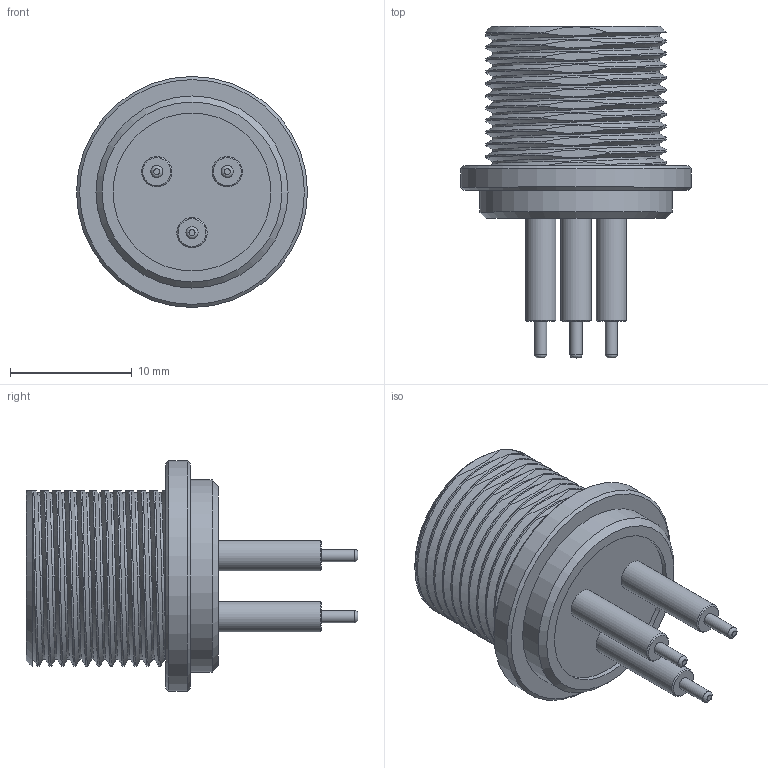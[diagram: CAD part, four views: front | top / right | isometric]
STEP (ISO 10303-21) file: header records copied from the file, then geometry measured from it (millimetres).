
FILE_DESCRIPTION(/* description */ (''),/* implementation_level */ '2;1');
FILE_NAME(/* name */ 'GX16-3 v3.step',/* time_stamp */ '2024-10-07T21:56:36+02:00',/* author */ (''),/* organization */ (''),/* preprocessor_version */ 'ST-DEVELOPER v20',/* originating_system */ 'Autodesk Translation Framework v13.20.0.188',/* authorisation */ '');
FILE_SCHEMA (('AUTOMOTIVE_DESIGN { 1 0 10303 214 3 1 1 }'));
Length unit declared in the file: millimetre
Products named in the file (1): GX16-3
Bounding box: 19 x 27.3 x 19 mm (x, y, z)
Volume: 1694.5 mm3; surface area: 2729.9 mm2
Topology: 4 solids, 4 shells, 84 faces, 202 edges, 132 vertices
Faces by surface type: cylinder 39, plane 28, cone 8, bspline 5, torus 4
Full cylindrical faces by diameter (mm): 1 x3, 2.5 x6, 13 x1, 13.741 x10, 15.8 x1, 19 x1
Entity records: 6173 total; most frequent: CARTESIAN_POINT 4262, ORIENTED_EDGE 404, DIRECTION 345, EDGE_CURVE 202, AXIS2_PLACEMENT_3D 144, VERTEX_POINT 132, EDGE_LOOP 96, FACE_OUTER_BOUND 84
